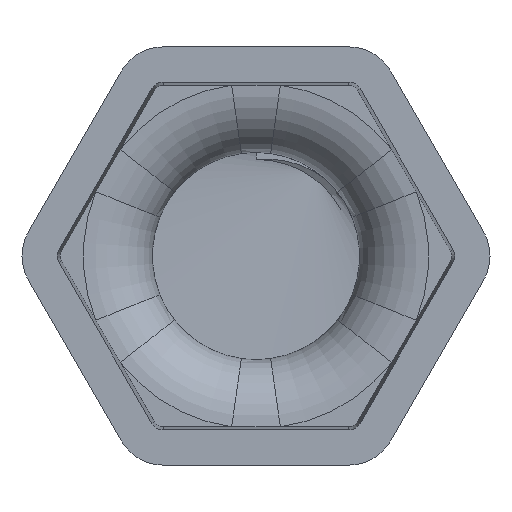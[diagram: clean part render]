
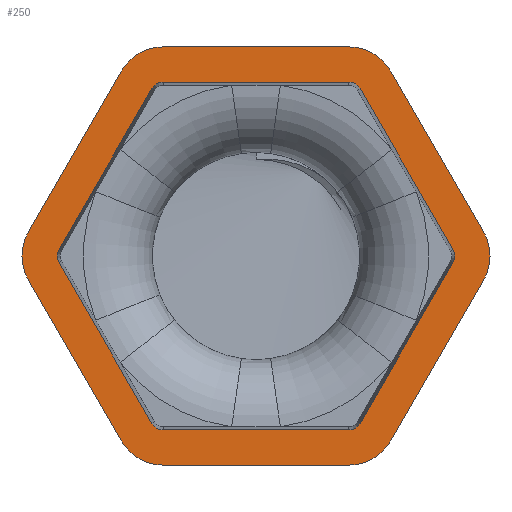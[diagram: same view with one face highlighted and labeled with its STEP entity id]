
A CAD part, front view. The second image highlights one B-rep face of the part: STEP entity #250.
In plain terms, the highlighted planar face has unit normal (0, -1, 0).
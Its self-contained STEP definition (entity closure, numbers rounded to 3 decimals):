
#250=ADVANCED_FACE('',(#802,#803),#804,.F.);
#802=FACE_BOUND('',#2192,.T.);
#803=FACE_OUTER_BOUND('',#2193,.T.);
#804=PLANE('',#2194);
#2192=EDGE_LOOP('',(#6240,#6241,#6242,#6243,#6244,#6245,#6246,#6247,#6248,#6249,#6250,#6251));
#2193=EDGE_LOOP('',(#6252,#6253,#6254,#6255,#6256,#6257,#6258,#6259,#6260,#6261,#6262,#6263));
#2194=AXIS2_PLACEMENT_3D('',#6264,#6265,#6266);
#6240=ORIENTED_EDGE('',*,*,#8417,.T.);
#6241=ORIENTED_EDGE('',*,*,#8418,.T.);
#6242=ORIENTED_EDGE('',*,*,#8419,.T.);
#6243=ORIENTED_EDGE('',*,*,#8420,.T.);
#6244=ORIENTED_EDGE('',*,*,#8421,.T.);
#6245=ORIENTED_EDGE('',*,*,#8422,.T.);
#6246=ORIENTED_EDGE('',*,*,#8423,.T.);
#6247=ORIENTED_EDGE('',*,*,#8424,.T.);
#6248=ORIENTED_EDGE('',*,*,#8425,.T.);
#6249=ORIENTED_EDGE('',*,*,#8426,.T.);
#6250=ORIENTED_EDGE('',*,*,#8427,.T.);
#6251=ORIENTED_EDGE('',*,*,#8428,.T.);
#6252=ORIENTED_EDGE('',*,*,#8429,.F.);
#6253=ORIENTED_EDGE('',*,*,#8430,.F.);
#6254=ORIENTED_EDGE('',*,*,#8195,.F.);
#6255=ORIENTED_EDGE('',*,*,#8431,.F.);
#6256=ORIENTED_EDGE('',*,*,#8191,.F.);
#6257=ORIENTED_EDGE('',*,*,#8432,.F.);
#6258=ORIENTED_EDGE('',*,*,#8433,.F.);
#6259=ORIENTED_EDGE('',*,*,#8434,.F.);
#6260=ORIENTED_EDGE('',*,*,#8154,.F.);
#6261=ORIENTED_EDGE('',*,*,#8435,.F.);
#6262=ORIENTED_EDGE('',*,*,#8436,.F.);
#6263=ORIENTED_EDGE('',*,*,#8158,.F.);
#6264=CARTESIAN_POINT('',(2.685,0.0,4.65));
#6265=DIRECTION('',(0.,1.0,0.));
#6266=DIRECTION('',(0.866,0.,0.5));
#8154=EDGE_CURVE('',#9444,#9442,#9446,.T.);
#8158=EDGE_CURVE('',#9451,#9447,#9453,.F.);
#8191=EDGE_CURVE('',#9507,#9505,#9509,.T.);
#8195=EDGE_CURVE('',#9513,#9510,#9515,.T.);
#8417=EDGE_CURVE('',#9926,#9927,#9928,.F.);
#8418=EDGE_CURVE('',#9927,#9929,#9930,.T.);
#8419=EDGE_CURVE('',#9929,#9931,#9932,.F.);
#8420=EDGE_CURVE('',#9931,#9933,#9934,.T.);
#8421=EDGE_CURVE('',#9933,#9935,#9936,.F.);
#8422=EDGE_CURVE('',#9935,#9937,#9938,.T.);
#8423=EDGE_CURVE('',#9937,#9939,#9940,.F.);
#8424=EDGE_CURVE('',#9939,#9941,#9942,.T.);
#8425=EDGE_CURVE('',#9941,#9943,#9944,.F.);
#8426=EDGE_CURVE('',#9943,#9945,#9946,.T.);
#8427=EDGE_CURVE('',#9945,#9947,#9948,.F.);
#8428=EDGE_CURVE('',#9947,#9926,#9949,.T.);
#8429=EDGE_CURVE('',#9950,#9451,#9951,.T.);
#8430=EDGE_CURVE('',#9510,#9950,#9952,.F.);
#8431=EDGE_CURVE('',#9505,#9513,#9953,.F.);
#8432=EDGE_CURVE('',#9954,#9507,#9955,.F.);
#8433=EDGE_CURVE('',#9956,#9954,#9957,.T.);
#8434=EDGE_CURVE('',#9442,#9956,#9958,.F.);
#8435=EDGE_CURVE('',#9959,#9444,#9960,.F.);
#8436=EDGE_CURVE('',#9447,#9959,#9961,.T.);
#9442=VERTEX_POINT('',#11582);
#9444=VERTEX_POINT('',#11585);
#9446=CIRCLE('',#11588,1.408);
#9447=VERTEX_POINT('',#11589);
#9451=VERTEX_POINT('',#11597);
#9453=LINE('',#11600,#11601);
#9505=VERTEX_POINT('',#11749);
#9507=VERTEX_POINT('',#11752);
#9509=CIRCLE('',#11755,1.408);
#9510=VERTEX_POINT('',#11756);
#9513=VERTEX_POINT('',#11767);
#9515=CIRCLE('',#11770,1.408);
#9926=VERTEX_POINT('',#12637);
#9927=VERTEX_POINT('',#12638);
#9928=LINE('',#12639,#12640);
#9929=VERTEX_POINT('',#12641);
#9930=CIRCLE('',#12642,0.387);
#9931=VERTEX_POINT('',#12643);
#9932=LINE('',#12644,#12645);
#9933=VERTEX_POINT('',#12646);
#9934=CIRCLE('',#12647,0.387);
#9935=VERTEX_POINT('',#12648);
#9936=LINE('',#12649,#12650);
#9937=VERTEX_POINT('',#12651);
#9938=CIRCLE('',#12652,0.387);
#9939=VERTEX_POINT('',#12653);
#9940=LINE('',#12654,#12655);
#9941=VERTEX_POINT('',#12656);
#9942=CIRCLE('',#12657,0.387);
#9943=VERTEX_POINT('',#12658);
#9944=LINE('',#12659,#12660);
#9945=VERTEX_POINT('',#12661);
#9946=CIRCLE('',#12662,0.387);
#9947=VERTEX_POINT('',#12663);
#9948=LINE('',#12664,#12665);
#9949=CIRCLE('',#12666,0.387);
#9950=VERTEX_POINT('',#12667);
#9951=CIRCLE('',#12668,1.408);
#9952=LINE('',#12669,#12670);
#9953=LINE('',#12671,#12672);
#9954=VERTEX_POINT('',#12673);
#9955=LINE('',#12674,#12675);
#9956=VERTEX_POINT('',#12676);
#9957=CIRCLE('',#12677,1.408);
#9958=LINE('',#12678,#12679);
#9959=VERTEX_POINT('',#12680);
#9960=LINE('',#12681,#12682);
#9961=CIRCLE('',#12683,1.408);
#11582=CARTESIAN_POINT('',(2.685,0.0,-6.058));
#11585=CARTESIAN_POINT('',(3.904,0.0,-5.354));
#11588=AXIS2_PLACEMENT_3D('',#15812,#15813,#15814);
#11589=CARTESIAN_POINT('',(6.589,0.0,0.704));
#11597=CARTESIAN_POINT('',(3.904,0.0,5.354));
#11600=CARTESIAN_POINT('',(3.904,0.0,5.354));
#11601=VECTOR('',#15817,1000.0);
#11749=CARTESIAN_POINT('',(-6.589,0.0,0.704));
#11752=CARTESIAN_POINT('',(-6.589,0.0,-0.704));
#11755=AXIS2_PLACEMENT_3D('',#15862,#15863,#15864);
#11756=CARTESIAN_POINT('',(-2.685,0.0,6.058));
#11767=CARTESIAN_POINT('',(-3.904,0.0,5.354));
#11770=AXIS2_PLACEMENT_3D('',#15867,#15868,#15869);
#12637=CARTESIAN_POINT('',(-2.685,0.0,5.037));
#12638=CARTESIAN_POINT('',(2.685,0.0,5.037));
#12639=CARTESIAN_POINT('',(2.685,0.0,5.037));
#12640=VECTOR('',#16072,1000.0);
#12641=CARTESIAN_POINT('',(3.02,0.0,4.844));
#12642=AXIS2_PLACEMENT_3D('',#16073,#16074,#16075);
#12643=CARTESIAN_POINT('',(5.705,0.0,0.194));
#12644=CARTESIAN_POINT('',(3.02,0.0,4.844));
#12645=VECTOR('',#16076,1000.0);
#12646=CARTESIAN_POINT('',(5.705,0.0,-0.194));
#12647=AXIS2_PLACEMENT_3D('',#16077,#16078,#16079);
#12648=CARTESIAN_POINT('',(3.02,0.0,-4.844));
#12649=CARTESIAN_POINT('',(7.047,0.0,2.131));
#12650=VECTOR('',#16080,1000.0);
#12651=CARTESIAN_POINT('',(2.685,0.0,-5.037));
#12652=AXIS2_PLACEMENT_3D('',#16081,#16082,#16083);
#12653=CARTESIAN_POINT('',(-2.685,0.0,-5.037));
#12654=CARTESIAN_POINT('',(2.685,0.0,-5.037));
#12655=VECTOR('',#16084,1000.0);
#12656=CARTESIAN_POINT('',(-3.02,0.0,-4.844));
#12657=AXIS2_PLACEMENT_3D('',#16085,#16086,#16087);
#12658=CARTESIAN_POINT('',(-5.705,0.0,-0.194));
#12659=CARTESIAN_POINT('',(-5.705,0.0,-0.194));
#12660=VECTOR('',#16088,1000.0);
#12661=CARTESIAN_POINT('',(-5.705,0.0,0.194));
#12662=AXIS2_PLACEMENT_3D('',#16089,#16090,#16091);
#12663=CARTESIAN_POINT('',(-3.02,0.0,4.844));
#12664=CARTESIAN_POINT('',(-1.678,0.,7.169));
#12665=VECTOR('',#16092,1000.0);
#12666=AXIS2_PLACEMENT_3D('',#16093,#16094,#16095);
#12667=CARTESIAN_POINT('',(2.685,0.0,6.058));
#12668=AXIS2_PLACEMENT_3D('',#16096,#16097,#16098);
#12669=CARTESIAN_POINT('',(2.685,0.0,6.058));
#12670=VECTOR('',#16099,1000.0);
#12671=CARTESIAN_POINT('',(-2.562,0.,7.679));
#12672=VECTOR('',#16100,1000.0);
#12673=CARTESIAN_POINT('',(-3.904,0.0,-5.354));
#12674=CARTESIAN_POINT('',(-6.589,0.0,-0.704));
#12675=VECTOR('',#16101,1000.0);
#12676=CARTESIAN_POINT('',(-2.685,0.0,-6.058));
#12677=AXIS2_PLACEMENT_3D('',#16102,#16103,#16104);
#12678=CARTESIAN_POINT('',(2.685,0.0,-6.058));
#12679=VECTOR('',#16105,1000.0);
#12680=CARTESIAN_POINT('',(6.589,0.0,-0.704));
#12681=CARTESIAN_POINT('',(7.931,0.,1.621));
#12682=VECTOR('',#16106,1000.0);
#12683=AXIS2_PLACEMENT_3D('',#16107,#16108,#16109);
#15812=CARTESIAN_POINT('',(2.685,0.,-4.65));
#15813=DIRECTION('',(0.,1.0,0.));
#15814=DIRECTION('',(0.,0.,1.0));
#15817=DIRECTION('',(-0.5,0.,0.866));
#15862=CARTESIAN_POINT('',(-5.369,0.,0.));
#15863=DIRECTION('',(0.,1.0,0.));
#15864=DIRECTION('',(0.,0.,1.0));
#15867=CARTESIAN_POINT('',(-2.685,0.,4.65));
#15868=DIRECTION('',(0.,1.0,0.));
#15869=DIRECTION('',(0.,0.,1.0));
#16072=DIRECTION('',(-1.0,0.,0.));
#16073=CARTESIAN_POINT('',(2.685,0.0,4.65));
#16074=DIRECTION('',(0.,1.0,0.));
#16075=DIRECTION('',(0.,0.,1.0));
#16076=DIRECTION('',(-0.5,0.,0.866));
#16077=CARTESIAN_POINT('',(5.369,0.0,0.));
#16078=DIRECTION('',(0.,1.0,0.));
#16079=DIRECTION('',(0.,0.,1.0));
#16080=DIRECTION('',(0.5,0.,0.866));
#16081=CARTESIAN_POINT('',(2.685,0.0,-4.65));
#16082=DIRECTION('',(0.,1.0,0.));
#16083=DIRECTION('',(0.,0.,1.0));
#16084=DIRECTION('',(1.0,0.,0.));
#16085=CARTESIAN_POINT('',(-2.685,0.0,-4.65));
#16086=DIRECTION('',(0.,1.0,0.));
#16087=DIRECTION('',(0.,0.,1.0));
#16088=DIRECTION('',(0.5,0.,-0.866));
#16089=CARTESIAN_POINT('',(-5.369,0.0,0.));
#16090=DIRECTION('',(0.,1.0,0.));
#16091=DIRECTION('',(0.,0.,1.0));
#16092=DIRECTION('',(-0.5,0.,-0.866));
#16093=CARTESIAN_POINT('',(-2.685,0.0,4.65));
#16094=DIRECTION('',(0.,1.0,0.));
#16095=DIRECTION('',(0.,0.,1.0));
#16096=CARTESIAN_POINT('',(2.685,0.,4.65));
#16097=DIRECTION('',(0.,1.0,0.));
#16098=DIRECTION('',(0.,0.,1.0));
#16099=DIRECTION('',(-1.0,0.,0.));
#16100=DIRECTION('',(-0.5,0.,-0.866));
#16101=DIRECTION('',(0.5,0.,-0.866));
#16102=CARTESIAN_POINT('',(-2.685,0.,-4.65));
#16103=DIRECTION('',(0.,1.0,0.));
#16104=DIRECTION('',(0.,0.,1.0));
#16105=DIRECTION('',(1.0,0.,0.));
#16106=DIRECTION('',(0.5,0.,0.866));
#16107=CARTESIAN_POINT('',(5.369,0.,0.));
#16108=DIRECTION('',(0.,1.0,0.));
#16109=DIRECTION('',(0.,0.,1.0));
